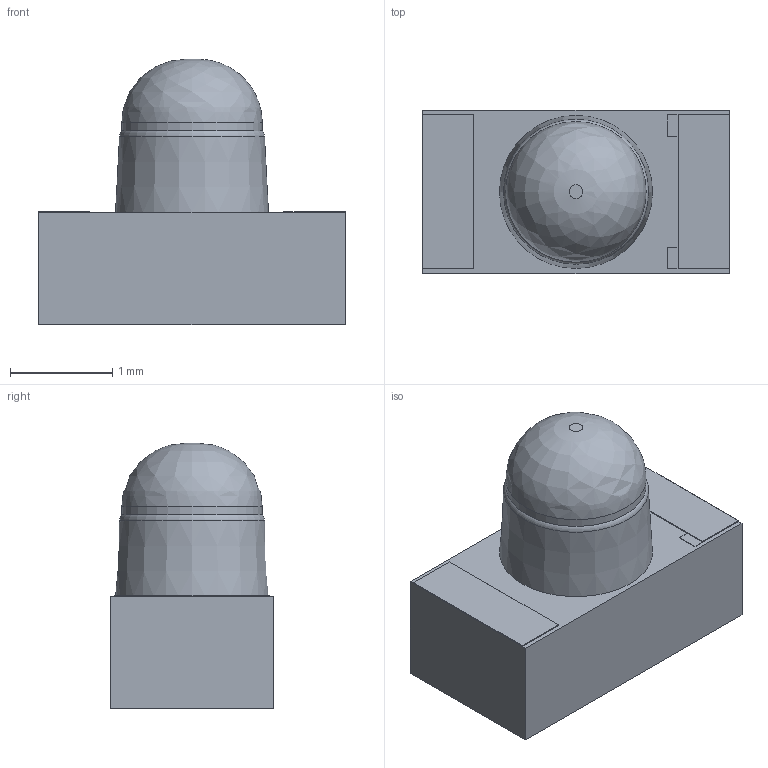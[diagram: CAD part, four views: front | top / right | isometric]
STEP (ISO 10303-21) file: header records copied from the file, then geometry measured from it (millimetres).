
FILE_DESCRIPTION( ( '' ), ' ' );
FILE_NAME( '58e159514308040f64cf5cf5.step', '2017-04-02T20:04:33', ( '' ), ( '' ), ' ', ' ', ' ' );
FILE_SCHEMA( ( 'AUTOMOTIVE_DESIGN { 1 0 10303 214 1 1 1 1 }' ) );
Length unit declared in the file: metre
Products named in the file (6): Part 5; Part 6; Part 4; Part 3; Part 2; Part 1
Bounding box: 3 x 1.6 x 2.6 mm (x, y, z)
Volume: 7.4 mm3; surface area: 31.6 mm2
Topology: 6 solids, 6 shells, 36 faces, 69 edges, 45 vertices
Faces by surface type: plane 32, torus 1, bspline 1, cone 1, cylinder 1
Full cylindrical faces by diameter (mm): 1.375 x1
Entity records: 1251 total; most frequent: CARTESIAN_POINT 179, DIRECTION 152, ORIENTED_EDGE 130, EDGE_CURVE 65, LINE 60, VECTOR 60, AXIS2_PLACEMENT_3D 46, VERTEX_POINT 45
